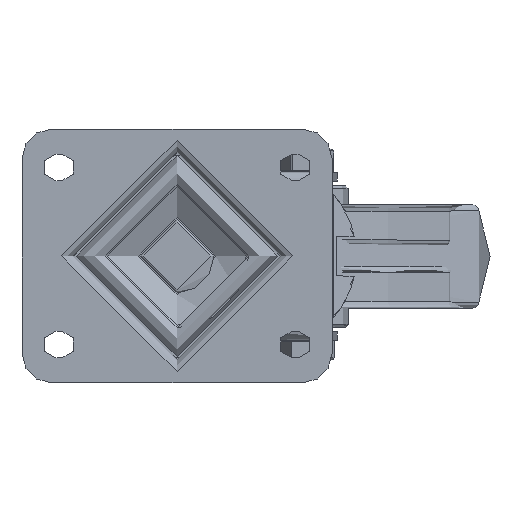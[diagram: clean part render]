
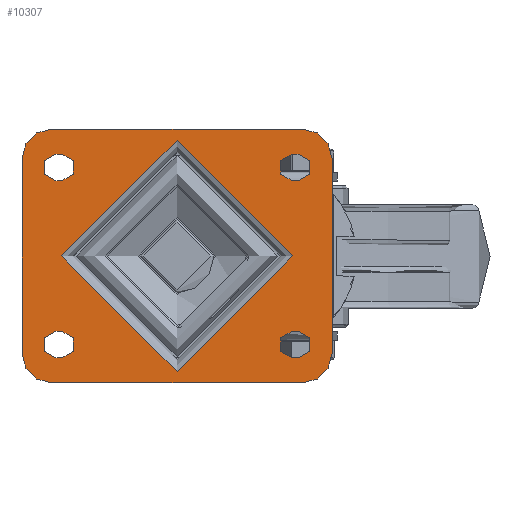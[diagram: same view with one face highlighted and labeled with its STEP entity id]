
A CAD part, top view. The second image highlights one B-rep face of the part: STEP entity #10307.
In plain terms, the highlighted planar face has unit normal (0, 0, 1).
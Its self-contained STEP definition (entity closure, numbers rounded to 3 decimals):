
#329=FACE_BOUND('',#3645,.T.);
#330=FACE_BOUND('',#3646,.T.);
#331=FACE_BOUND('',#3647,.T.);
#332=FACE_BOUND('',#3648,.T.);
#333=FACE_BOUND('',#3649,.T.);
#493=PLANE('',#11212);
#1311=LINE('',#15719,#2132);
#1312=LINE('',#15720,#2133);
#1313=LINE('',#15721,#2134);
#1314=LINE('',#15722,#2135);
#1315=LINE('',#15723,#2136);
#1316=LINE('',#15724,#2137);
#1317=LINE('',#15725,#2138);
#1318=LINE('',#15726,#2139);
#1319=LINE('',#15727,#2140);
#1320=LINE('',#15728,#2141);
#1321=LINE('',#15729,#2142);
#1322=LINE('',#15730,#2143);
#2132=VECTOR('',#12695,1000.);
#2133=VECTOR('',#12696,1000.);
#2134=VECTOR('',#12697,1000.);
#2135=VECTOR('',#12698,1000.);
#2136=VECTOR('',#12699,1000.);
#2137=VECTOR('',#12700,1000.);
#2138=VECTOR('',#12701,1000.);
#2139=VECTOR('',#12702,1000.);
#2140=VECTOR('',#12703,1000.);
#2141=VECTOR('',#12704,1000.);
#2142=VECTOR('',#12705,1000.);
#2143=VECTOR('',#12706,1000.);
#3022=FACE_OUTER_BOUND('',#3644,.T.);
#3644=EDGE_LOOP('',(#7830,#7831,#7832,#7833,#7834,#7835,#7836,#7837));
#3645=EDGE_LOOP('',(#7838));
#3646=EDGE_LOOP('',(#7839,#7840,#7841,#7842));
#3647=EDGE_LOOP('',(#7843,#7844,#7845,#7846));
#3648=EDGE_LOOP('',(#7847,#7848,#7849,#7850));
#3649=EDGE_LOOP('',(#7851,#7852,#7853,#7854));
#4160=CIRCLE('',#10881,4.5);
#4162=CIRCLE('',#10884,4.5);
#4164=CIRCLE('',#10887,4.5);
#4166=CIRCLE('',#10890,4.5);
#4168=CIRCLE('',#10893,4.5);
#4170=CIRCLE('',#10896,4.5);
#4172=CIRCLE('',#10899,4.5);
#4174=CIRCLE('',#10902,4.5);
#4175=CIRCLE('',#10904,10.);
#4177=CIRCLE('',#10907,10.);
#4179=CIRCLE('',#10910,10.);
#4181=CIRCLE('',#10913,10.);
#4191=CIRCLE('',#10927,39.);
#4493=VERTEX_POINT('',#14505);
#4494=VERTEX_POINT('',#14507);
#4497=VERTEX_POINT('',#14514);
#4498=VERTEX_POINT('',#14516);
#4501=VERTEX_POINT('',#14523);
#4502=VERTEX_POINT('',#14525);
#4505=VERTEX_POINT('',#14532);
#4506=VERTEX_POINT('',#14534);
#4509=VERTEX_POINT('',#14541);
#4510=VERTEX_POINT('',#14543);
#4513=VERTEX_POINT('',#14550);
#4514=VERTEX_POINT('',#14552);
#4517=VERTEX_POINT('',#14559);
#4518=VERTEX_POINT('',#14561);
#4521=VERTEX_POINT('',#14568);
#4522=VERTEX_POINT('',#14570);
#4523=VERTEX_POINT('',#14574);
#4524=VERTEX_POINT('',#14575);
#4527=VERTEX_POINT('',#14583);
#4528=VERTEX_POINT('',#14584);
#4531=VERTEX_POINT('',#14592);
#4532=VERTEX_POINT('',#14593);
#4535=VERTEX_POINT('',#14601);
#4536=VERTEX_POINT('',#14602);
#4545=VERTEX_POINT('',#14628);
#5485=EDGE_CURVE('',#4494,#4493,#4160,.T.);
#5489=EDGE_CURVE('',#4498,#4497,#4162,.T.);
#5493=EDGE_CURVE('',#4502,#4501,#4164,.T.);
#5497=EDGE_CURVE('',#4506,#4505,#4166,.T.);
#5501=EDGE_CURVE('',#4510,#4509,#4168,.T.);
#5505=EDGE_CURVE('',#4514,#4513,#4170,.T.);
#5509=EDGE_CURVE('',#4518,#4517,#4172,.T.);
#5513=EDGE_CURVE('',#4522,#4521,#4174,.T.);
#5515=EDGE_CURVE('',#4523,#4524,#4175,.T.);
#5519=EDGE_CURVE('',#4527,#4528,#4177,.T.);
#5523=EDGE_CURVE('',#4531,#4532,#4179,.T.);
#5527=EDGE_CURVE('',#4535,#4536,#4181,.T.);
#5540=EDGE_CURVE('',#4545,#4545,#4191,.T.);
#5911=EDGE_CURVE('',#4532,#4535,#1311,.T.);
#5912=EDGE_CURVE('',#4528,#4531,#1312,.T.);
#5913=EDGE_CURVE('',#4524,#4527,#1313,.T.);
#5914=EDGE_CURVE('',#4536,#4523,#1314,.T.);
#5915=EDGE_CURVE('',#4517,#4522,#1315,.T.);
#5916=EDGE_CURVE('',#4521,#4518,#1316,.T.);
#5917=EDGE_CURVE('',#4509,#4514,#1317,.T.);
#5918=EDGE_CURVE('',#4513,#4510,#1318,.T.);
#5919=EDGE_CURVE('',#4501,#4506,#1319,.T.);
#5920=EDGE_CURVE('',#4505,#4502,#1320,.T.);
#5921=EDGE_CURVE('',#4493,#4498,#1321,.T.);
#5922=EDGE_CURVE('',#4497,#4494,#1322,.T.);
#7830=ORIENTED_EDGE('',*,*,#5527,.F.);
#7831=ORIENTED_EDGE('',*,*,#5911,.F.);
#7832=ORIENTED_EDGE('',*,*,#5523,.F.);
#7833=ORIENTED_EDGE('',*,*,#5912,.F.);
#7834=ORIENTED_EDGE('',*,*,#5519,.F.);
#7835=ORIENTED_EDGE('',*,*,#5913,.F.);
#7836=ORIENTED_EDGE('',*,*,#5515,.F.);
#7837=ORIENTED_EDGE('',*,*,#5914,.F.);
#7838=ORIENTED_EDGE('',*,*,#5540,.F.);
#7839=ORIENTED_EDGE('',*,*,#5915,.T.);
#7840=ORIENTED_EDGE('',*,*,#5513,.T.);
#7841=ORIENTED_EDGE('',*,*,#5916,.T.);
#7842=ORIENTED_EDGE('',*,*,#5509,.T.);
#7843=ORIENTED_EDGE('',*,*,#5917,.T.);
#7844=ORIENTED_EDGE('',*,*,#5505,.T.);
#7845=ORIENTED_EDGE('',*,*,#5918,.T.);
#7846=ORIENTED_EDGE('',*,*,#5501,.T.);
#7847=ORIENTED_EDGE('',*,*,#5919,.T.);
#7848=ORIENTED_EDGE('',*,*,#5497,.T.);
#7849=ORIENTED_EDGE('',*,*,#5920,.T.);
#7850=ORIENTED_EDGE('',*,*,#5493,.T.);
#7851=ORIENTED_EDGE('',*,*,#5921,.T.);
#7852=ORIENTED_EDGE('',*,*,#5489,.T.);
#7853=ORIENTED_EDGE('',*,*,#5922,.T.);
#7854=ORIENTED_EDGE('',*,*,#5485,.T.);
#10307=ADVANCED_FACE('',(#3022,#329,#330,#331,#332,#333),#493,.T.);
#10881=AXIS2_PLACEMENT_3D('',#14508,#11825,#11826);
#10884=AXIS2_PLACEMENT_3D('',#14517,#11833,#11834);
#10887=AXIS2_PLACEMENT_3D('',#14526,#11841,#11842);
#10890=AXIS2_PLACEMENT_3D('',#14535,#11849,#11850);
#10893=AXIS2_PLACEMENT_3D('',#14544,#11857,#11858);
#10896=AXIS2_PLACEMENT_3D('',#14553,#11865,#11866);
#10899=AXIS2_PLACEMENT_3D('',#14562,#11873,#11874);
#10902=AXIS2_PLACEMENT_3D('',#14571,#11881,#11882);
#10904=AXIS2_PLACEMENT_3D('',#14576,#11886,#11887);
#10907=AXIS2_PLACEMENT_3D('',#14585,#11894,#11895);
#10910=AXIS2_PLACEMENT_3D('',#14594,#11902,#11903);
#10913=AXIS2_PLACEMENT_3D('',#14603,#11910,#11911);
#10927=AXIS2_PLACEMENT_3D('',#14629,#11941,#11942);
#11212=AXIS2_PLACEMENT_3D('',#15718,#12693,#12694);
#11825=DIRECTION('center_axis',(0.,0.,-1.));
#11826=DIRECTION('ref_axis',(1.,0.,0.));
#11833=DIRECTION('center_axis',(0.,0.,-1.));
#11834=DIRECTION('ref_axis',(-1.,0.,0.));
#11841=DIRECTION('center_axis',(0.,0.,-1.));
#11842=DIRECTION('ref_axis',(1.,0.,0.));
#11849=DIRECTION('center_axis',(0.,0.,-1.));
#11850=DIRECTION('ref_axis',(-1.,0.,0.));
#11857=DIRECTION('center_axis',(0.,0.,-1.));
#11858=DIRECTION('ref_axis',(-1.,0.,0.));
#11865=DIRECTION('center_axis',(0.,0.,-1.));
#11866=DIRECTION('ref_axis',(1.,0.,0.));
#11873=DIRECTION('center_axis',(0.,0.,-1.));
#11874=DIRECTION('ref_axis',(-1.,0.,0.));
#11881=DIRECTION('center_axis',(0.,0.,-1.));
#11882=DIRECTION('ref_axis',(1.,0.,0.));
#11886=DIRECTION('center_axis',(0.,0.,-1.));
#11887=DIRECTION('ref_axis',(-0.707,0.707,0.));
#11894=DIRECTION('center_axis',(0.,0.,-1.));
#11895=DIRECTION('ref_axis',(0.707,0.707,0.));
#11902=DIRECTION('center_axis',(0.,0.,-1.));
#11903=DIRECTION('ref_axis',(0.707,-0.707,0.));
#11910=DIRECTION('center_axis',(0.,0.,-1.));
#11911=DIRECTION('ref_axis',(-0.707,-0.707,0.));
#11941=DIRECTION('center_axis',(0.,0.,1.));
#11942=DIRECTION('ref_axis',(0.,-1.,0.));
#12693=DIRECTION('center_axis',(0.,0.,1.));
#12694=DIRECTION('ref_axis',(1.,0.,0.));
#12695=DIRECTION('',(-1.,0.,0.));
#12696=DIRECTION('',(0.,-1.,0.));
#12697=DIRECTION('',(1.,0.,0.));
#12698=DIRECTION('',(0.,1.,0.));
#12699=DIRECTION('',(-1.,0.,0.));
#12700=DIRECTION('',(1.,0.,0.));
#12701=DIRECTION('',(-1.,0.,0.));
#12702=DIRECTION('',(1.,0.,0.));
#12703=DIRECTION('',(1.,0.,0.));
#12704=DIRECTION('',(-1.,0.,0.));
#12705=DIRECTION('',(1.,0.,0.));
#12706=DIRECTION('',(-1.,0.,0.));
#14505=CARTESIAN_POINT('',(39.,-25.5,0.));
#14507=CARTESIAN_POINT('',(39.,-34.5,0.));
#14508=CARTESIAN_POINT('Origin',(39.,-30.,0.));
#14514=CARTESIAN_POINT('',(41.,-34.5,0.));
#14516=CARTESIAN_POINT('',(41.,-25.5,0.));
#14517=CARTESIAN_POINT('Origin',(41.,-30.,0.));
#14523=CARTESIAN_POINT('',(39.,34.5,0.));
#14525=CARTESIAN_POINT('',(39.,25.5,0.));
#14526=CARTESIAN_POINT('Origin',(39.,30.,0.));
#14532=CARTESIAN_POINT('',(41.,25.5,0.));
#14534=CARTESIAN_POINT('',(41.,34.5,0.));
#14535=CARTESIAN_POINT('Origin',(41.,30.,0.));
#14541=CARTESIAN_POINT('',(-39.,-34.5,0.));
#14543=CARTESIAN_POINT('',(-39.,-25.5,0.));
#14544=CARTESIAN_POINT('Origin',(-39.,-30.,0.));
#14550=CARTESIAN_POINT('',(-41.,-25.5,0.));
#14552=CARTESIAN_POINT('',(-41.,-34.5,0.));
#14553=CARTESIAN_POINT('Origin',(-41.,-30.,0.));
#14559=CARTESIAN_POINT('',(-39.,25.5,0.));
#14561=CARTESIAN_POINT('',(-39.,34.5,0.));
#14562=CARTESIAN_POINT('Origin',(-39.,30.,0.));
#14568=CARTESIAN_POINT('',(-41.,34.5,0.));
#14570=CARTESIAN_POINT('',(-41.,25.5,0.));
#14571=CARTESIAN_POINT('Origin',(-41.,30.,0.));
#14574=CARTESIAN_POINT('',(-52.5,33.,0.));
#14575=CARTESIAN_POINT('',(-42.5,43.,0.));
#14576=CARTESIAN_POINT('Origin',(-42.5,33.,0.));
#14583=CARTESIAN_POINT('',(42.5,43.,0.));
#14584=CARTESIAN_POINT('',(52.5,33.,0.));
#14585=CARTESIAN_POINT('Origin',(42.5,33.,0.));
#14592=CARTESIAN_POINT('',(52.5,-33.,0.));
#14593=CARTESIAN_POINT('',(42.5,-43.,0.));
#14594=CARTESIAN_POINT('Origin',(42.5,-33.,0.));
#14601=CARTESIAN_POINT('',(-42.5,-43.,0.));
#14602=CARTESIAN_POINT('',(-52.5,-33.,0.));
#14603=CARTESIAN_POINT('Origin',(-42.5,-33.,0.));
#14628=CARTESIAN_POINT('',(39.,0.,0.));
#14629=CARTESIAN_POINT('Origin',(0.,0.,0.));
#15718=CARTESIAN_POINT('Origin',(0.,0.,0.));
#15719=CARTESIAN_POINT('',(52.5,-43.,0.));
#15720=CARTESIAN_POINT('',(52.5,43.,0.));
#15721=CARTESIAN_POINT('',(-52.5,43.,0.));
#15722=CARTESIAN_POINT('',(-52.5,-43.,0.));
#15723=CARTESIAN_POINT('',(-41.,25.5,0.));
#15724=CARTESIAN_POINT('',(-41.,34.5,0.));
#15725=CARTESIAN_POINT('',(-41.,-34.5,0.));
#15726=CARTESIAN_POINT('',(-41.,-25.5,0.));
#15727=CARTESIAN_POINT('',(41.,34.5,0.));
#15728=CARTESIAN_POINT('',(41.,25.5,0.));
#15729=CARTESIAN_POINT('',(41.,-25.5,0.));
#15730=CARTESIAN_POINT('',(41.,-34.5,0.));
